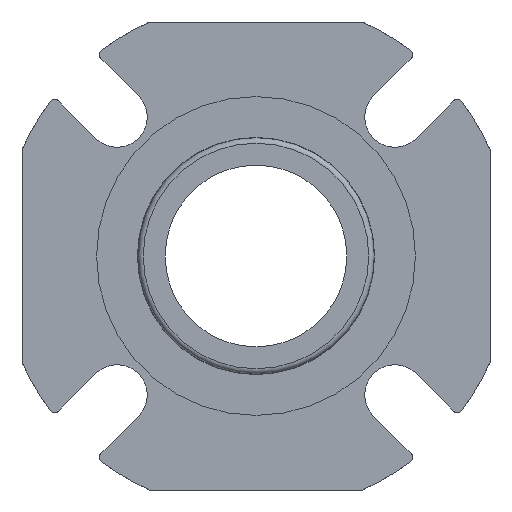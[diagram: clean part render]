
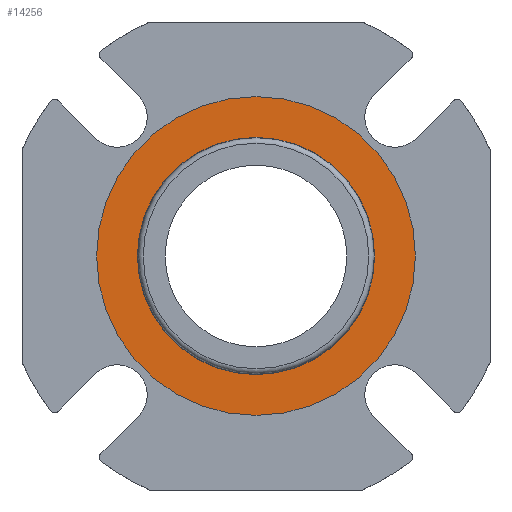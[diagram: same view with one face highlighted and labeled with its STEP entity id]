
A CAD part, left-side view. The second image highlights one B-rep face of the part: STEP entity #14256.
In plain terms, the highlighted planar face has unit normal (-1, 0, 0).
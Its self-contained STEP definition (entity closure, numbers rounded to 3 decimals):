
#3106=PLANE('',#15618);
#7313=ORIENTED_EDGE('',*,*,#9422,.F.);
#7314=ORIENTED_EDGE('',*,*,#9424,.T.);
#9422=EDGE_CURVE('',#10760,#10760,#11365,.F.);
#9424=EDGE_CURVE('',#10762,#10762,#11367,.T.);
#10760=VERTEX_POINT('',#27835);
#10762=VERTEX_POINT('',#27842);
#11365=CIRCLE('',#15612,34.595);
#11367=CIRCLE('',#15617,46.5);
#12260=EDGE_LOOP('',(#7313));
#12261=EDGE_LOOP('',(#7314));
#13158=FACE_BOUND('',#12260,.T.);
#13159=FACE_BOUND('',#12261,.T.);
#14256=ADVANCED_FACE('',(#13158,#13159),#3106,.F.);
#15612=AXIS2_PLACEMENT_3D('',#27834,#19332,#19333);
#15617=AXIS2_PLACEMENT_3D('',#27841,#19342,#19343);
#15618=AXIS2_PLACEMENT_3D('',#27843,#19344,#19345);
#19332=DIRECTION('',(1.,0.,0.));
#19333=DIRECTION('',(0.,0.,-1.));
#19342=DIRECTION('',(-1.,0.,0.));
#19343=DIRECTION('',(0.,0.,1.));
#19344=DIRECTION('',(1.,0.,0.));
#19345=DIRECTION('',(0.,0.,-1.));
#27834=CARTESIAN_POINT('',(-13.97,0.,0.));
#27835=CARTESIAN_POINT('',(-13.97,0.,-34.595));
#27841=CARTESIAN_POINT('',(-13.97,0.,0.));
#27842=CARTESIAN_POINT('',(-13.97,0.,46.5));
#27843=CARTESIAN_POINT('',(-13.97,0.,46.5));
